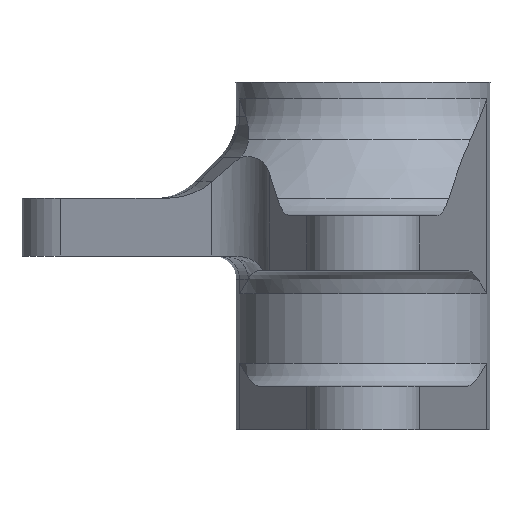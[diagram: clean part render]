
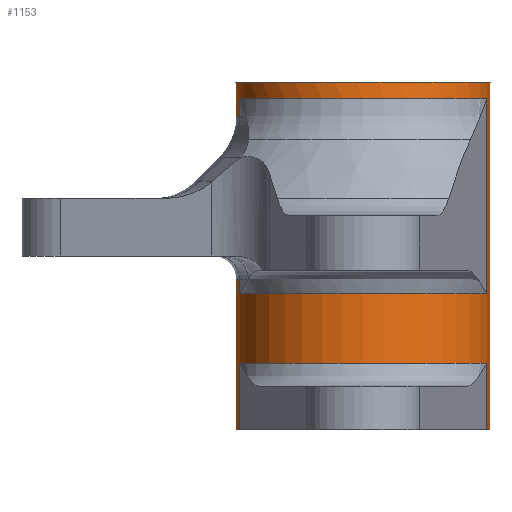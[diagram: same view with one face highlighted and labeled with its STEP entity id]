
A CAD part, left-side view. The second image highlights one B-rep face of the part: STEP entity #1153.
In plain terms, the highlighted cylindrical face has radius 11 mm (diameter 22 mm), a full revolution.
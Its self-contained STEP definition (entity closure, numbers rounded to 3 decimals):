
#40=CIRCLE('',#1238,11.);
#41=CIRCLE('',#1239,11.);
#42=CIRCLE('',#1240,11.);
#43=CIRCLE('',#1241,11.);
#44=CIRCLE('',#1242,11.);
#45=CIRCLE('',#1243,11.);
#46=CIRCLE('',#1244,11.);
#47=CIRCLE('',#1245,11.);
#48=CIRCLE('',#1246,11.);
#49=CIRCLE('',#1247,11.);
#50=CIRCLE('',#1248,11.);
#109=CYLINDRICAL_SURFACE('',#1237,11.);
#193=ORIENTED_EDGE('',*,*,#535,.T.);
#194=ORIENTED_EDGE('',*,*,#536,.T.);
#195=ORIENTED_EDGE('',*,*,#537,.F.);
#196=ORIENTED_EDGE('',*,*,#538,.F.);
#197=ORIENTED_EDGE('',*,*,#539,.T.);
#198=ORIENTED_EDGE('',*,*,#540,.T.);
#199=ORIENTED_EDGE('',*,*,#541,.F.);
#200=ORIENTED_EDGE('',*,*,#542,.F.);
#201=ORIENTED_EDGE('',*,*,#543,.T.);
#202=ORIENTED_EDGE('',*,*,#519,.F.);
#203=ORIENTED_EDGE('',*,*,#544,.T.);
#204=ORIENTED_EDGE('',*,*,#514,.T.);
#205=ORIENTED_EDGE('',*,*,#545,.T.);
#206=ORIENTED_EDGE('',*,*,#546,.F.);
#207=ORIENTED_EDGE('',*,*,#547,.T.);
#208=ORIENTED_EDGE('',*,*,#548,.T.);
#209=ORIENTED_EDGE('',*,*,#549,.T.);
#210=ORIENTED_EDGE('',*,*,#520,.F.);
#211=ORIENTED_EDGE('',*,*,#550,.T.);
#212=ORIENTED_EDGE('',*,*,#551,.T.);
#213=ORIENTED_EDGE('',*,*,#552,.T.);
#514=EDGE_CURVE('',#685,#686,#802,.T.);
#519=EDGE_CURVE('',#690,#688,#805,.T.);
#520=EDGE_CURVE('',#691,#692,#806,.T.);
#535=EDGE_CURVE('',#706,#707,#40,.F.);
#536=EDGE_CURVE('',#707,#708,#816,.T.);
#537=EDGE_CURVE('',#709,#708,#41,.T.);
#538=EDGE_CURVE('',#710,#709,#817,.T.);
#539=EDGE_CURVE('',#710,#711,#42,.T.);
#540=EDGE_CURVE('',#711,#712,#818,.T.);
#541=EDGE_CURVE('',#713,#712,#43,.T.);
#542=EDGE_CURVE('',#706,#713,#819,.T.);
#543=EDGE_CURVE('',#714,#714,#44,.T.);
#544=EDGE_CURVE('',#690,#685,#45,.F.);
#545=EDGE_CURVE('',#686,#715,#46,.F.);
#546=EDGE_CURVE('',#716,#715,#820,.T.);
#547=EDGE_CURVE('',#716,#717,#47,.T.);
#548=EDGE_CURVE('',#717,#718,#821,.T.);
#549=EDGE_CURVE('',#718,#692,#48,.T.);
#550=EDGE_CURVE('',#691,#719,#49,.T.);
#551=EDGE_CURVE('',#719,#720,#822,.T.);
#552=EDGE_CURVE('',#720,#688,#50,.F.);
#685=VERTEX_POINT('',#1723);
#686=VERTEX_POINT('',#1724);
#688=VERTEX_POINT('',#1736);
#690=VERTEX_POINT('',#1739);
#691=VERTEX_POINT('',#1743);
#692=VERTEX_POINT('',#1744);
#706=VERTEX_POINT('',#1791);
#707=VERTEX_POINT('',#1792);
#708=VERTEX_POINT('',#1794);
#709=VERTEX_POINT('',#1796);
#710=VERTEX_POINT('',#1798);
#711=VERTEX_POINT('',#1800);
#712=VERTEX_POINT('',#1802);
#713=VERTEX_POINT('',#1804);
#714=VERTEX_POINT('',#1807);
#715=VERTEX_POINT('',#1810);
#716=VERTEX_POINT('',#1812);
#717=VERTEX_POINT('',#1814);
#718=VERTEX_POINT('',#1816);
#719=VERTEX_POINT('',#1819);
#720=VERTEX_POINT('',#1821);
#802=LINE('',#1722,#862);
#805=LINE('',#1740,#865);
#806=LINE('',#1742,#866);
#816=LINE('',#1793,#876);
#817=LINE('',#1797,#877);
#818=LINE('',#1801,#878);
#819=LINE('',#1805,#879);
#820=LINE('',#1811,#880);
#821=LINE('',#1815,#881);
#822=LINE('',#1820,#882);
#862=VECTOR('',#1378,1000.);
#865=VECTOR('',#1383,1000.);
#866=VECTOR('',#1386,1000.);
#876=VECTOR('',#1404,1000.);
#877=VECTOR('',#1407,1000.);
#878=VECTOR('',#1410,1000.);
#879=VECTOR('',#1413,1000.);
#880=VECTOR('',#1420,1000.);
#881=VECTOR('',#1423,1000.);
#882=VECTOR('',#1428,1000.);
#927=EDGE_LOOP('',(#193,#194,#195,#196,#197,#198,#199,#200));
#928=EDGE_LOOP('',(#201));
#929=EDGE_LOOP('',(#202,#203,#204,#205,#206,#207,#208,#209,#210,#211,#212,
#213));
#1025=FACE_BOUND('',#927,.T.);
#1026=FACE_BOUND('',#928,.T.);
#1027=FACE_BOUND('',#929,.T.);
#1153=ADVANCED_FACE('',(#1025,#1026,#1027),#109,.T.);
#1237=AXIS2_PLACEMENT_3D('',#1789,#1400,#1401);
#1238=AXIS2_PLACEMENT_3D('',#1790,#1402,#1403);
#1239=AXIS2_PLACEMENT_3D('',#1795,#1405,#1406);
#1240=AXIS2_PLACEMENT_3D('',#1799,#1408,#1409);
#1241=AXIS2_PLACEMENT_3D('',#1803,#1411,#1412);
#1242=AXIS2_PLACEMENT_3D('',#1806,#1414,#1415);
#1243=AXIS2_PLACEMENT_3D('',#1808,#1416,#1417);
#1244=AXIS2_PLACEMENT_3D('',#1809,#1418,#1419);
#1245=AXIS2_PLACEMENT_3D('',#1813,#1421,#1422);
#1246=AXIS2_PLACEMENT_3D('',#1817,#1424,#1425);
#1247=AXIS2_PLACEMENT_3D('',#1818,#1426,#1427);
#1248=AXIS2_PLACEMENT_3D('',#1822,#1429,#1430);
#1378=DIRECTION('',(0.,0.,-1.));
#1383=DIRECTION('',(0.,0.,-1.));
#1386=DIRECTION('',(0.,0.,-1.));
#1400=DIRECTION('',(0.,0.,-1.));
#1401=DIRECTION('',(-1.,0.,0.));
#1402=DIRECTION('',(0.,0.,-1.));
#1403=DIRECTION('',(-1.,0.,0.));
#1404=DIRECTION('',(0.,0.,-1.));
#1405=DIRECTION('',(0.,0.,-1.));
#1406=DIRECTION('',(1.,0.,0.));
#1407=DIRECTION('',(0.,0.,-1.));
#1408=DIRECTION('',(0.,0.,1.));
#1409=DIRECTION('',(1.,0.,0.));
#1410=DIRECTION('',(0.,0.,-1.));
#1411=DIRECTION('',(0.,0.,-1.));
#1412=DIRECTION('',(1.,0.,0.));
#1413=DIRECTION('',(0.,0.,-1.));
#1414=DIRECTION('',(0.,0.,-1.));
#1415=DIRECTION('',(1.,0.,0.));
#1416=DIRECTION('',(0.,0.,1.));
#1417=DIRECTION('',(1.,0.,0.));
#1418=DIRECTION('',(0.,0.,1.));
#1419=DIRECTION('',(1.,0.,0.));
#1420=DIRECTION('',(0.,0.,-1.));
#1421=DIRECTION('',(0.,0.,1.));
#1422=DIRECTION('',(1.,0.,0.));
#1423=DIRECTION('',(0.,0.,-1.));
#1424=DIRECTION('',(0.,0.,1.));
#1425=DIRECTION('',(1.,0.,0.));
#1426=DIRECTION('',(0.,0.,1.));
#1427=DIRECTION('',(1.,0.,0.));
#1428=DIRECTION('',(0.,0.,-1.));
#1429=DIRECTION('',(0.,0.,1.));
#1430=DIRECTION('',(1.,0.,0.));
#1722=CARTESIAN_POINT('',(2.64,10.679,18.5));
#1723=CARTESIAN_POINT('',(2.64,10.679,13.));
#1724=CARTESIAN_POINT('',(2.64,10.679,12.75));
#1736=CARTESIAN_POINT('',(-2.64,10.679,11.75));
#1739=CARTESIAN_POINT('',(-2.64,10.679,13.));
#1740=CARTESIAN_POINT('',(-2.64,10.679,18.5));
#1742=CARTESIAN_POINT('',(-2.64,10.679,18.5));
#1743=CARTESIAN_POINT('',(-2.64,10.679,28.571));
#1744=CARTESIAN_POINT('',(-2.64,10.679,27.071));
#1789=CARTESIAN_POINT('',(0.,0.,30.));
#1790=CARTESIAN_POINT('',(0.,0.,5.75));
#1791=CARTESIAN_POINT('',(-2.64,10.679,5.75));
#1792=CARTESIAN_POINT('',(-2.64,-10.679,5.75));
#1793=CARTESIAN_POINT('',(-2.64,-10.679,18.5));
#1794=CARTESIAN_POINT('',(-2.64,-10.679,0.));
#1795=CARTESIAN_POINT('',(0.,0.,0.));
#1796=CARTESIAN_POINT('',(2.64,-10.679,0.));
#1797=CARTESIAN_POINT('',(2.64,-10.679,18.5));
#1798=CARTESIAN_POINT('',(2.64,-10.679,6.75));
#1799=CARTESIAN_POINT('',(0.,0.,6.75));
#1800=CARTESIAN_POINT('',(2.64,10.679,6.75));
#1801=CARTESIAN_POINT('',(2.64,10.679,18.5));
#1802=CARTESIAN_POINT('',(2.64,10.679,0.));
#1803=CARTESIAN_POINT('',(0.,0.,0.));
#1804=CARTESIAN_POINT('',(-2.64,10.679,0.));
#1805=CARTESIAN_POINT('',(-2.64,10.679,18.5));
#1806=CARTESIAN_POINT('',(0.,0.,30.));
#1807=CARTESIAN_POINT('',(11.,0.,30.));
#1808=CARTESIAN_POINT('',(0.,0.,13.));
#1809=CARTESIAN_POINT('',(0.,0.,12.75));
#1810=CARTESIAN_POINT('',(2.64,-10.679,12.75));
#1811=CARTESIAN_POINT('',(2.64,-10.679,18.5));
#1812=CARTESIAN_POINT('',(2.64,-10.679,28.571));
#1813=CARTESIAN_POINT('',(0.,0.,28.571));
#1814=CARTESIAN_POINT('',(2.64,10.679,28.571));
#1815=CARTESIAN_POINT('',(2.64,10.679,18.5));
#1816=CARTESIAN_POINT('',(2.64,10.679,27.071));
#1817=CARTESIAN_POINT('',(0.,0.,27.071));
#1818=CARTESIAN_POINT('',(0.,0.,28.571));
#1819=CARTESIAN_POINT('',(-2.64,-10.679,28.571));
#1820=CARTESIAN_POINT('',(-2.64,-10.679,18.5));
#1821=CARTESIAN_POINT('',(-2.64,-10.679,11.75));
#1822=CARTESIAN_POINT('',(0.,0.,11.75));
